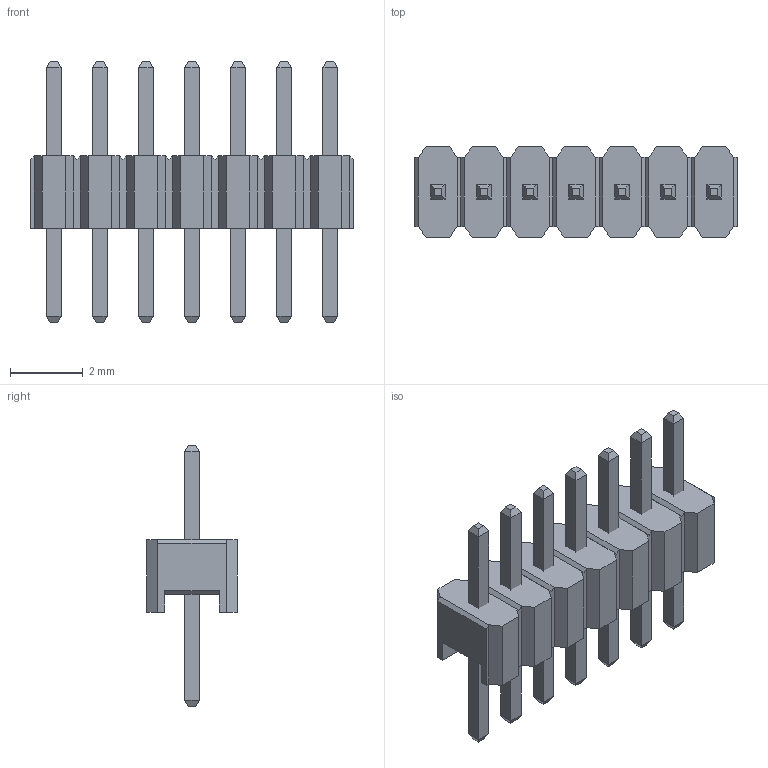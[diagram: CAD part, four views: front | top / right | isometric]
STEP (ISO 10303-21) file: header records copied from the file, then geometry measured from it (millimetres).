
FILE_DESCRIPTION(('STEP AP214'), '1');
FILE_NAME('DS1031-01-1x5P8BV3-1', '2016-09-10T13:24:31', ('Nobody'), (''), 'ASCON STEP Converter 1.3', 'ASCON Math Kernel', '');
FILE_SCHEMA(('AUTOMOTIVE_DESIGN { 1 0 10303 214 3 1 1}'));
Length unit declared in the file: millimetre
Bounding box: 8.89 x 2.5 x 7.2 mm (x, y, z)
Volume: 42 mm3; surface area: 182.3 mm2
Topology: 8 solids, 8 shells, 204 faces, 480 edges, 292 vertices
Faces by surface type: plane 204
Entity records: 7330 total; most frequent: CARTESIAN_POINT 977, ORIENTED_EDGE 960, DIRECTION 890, EDGE_CURVE 480, LINE 480, VECTOR 480, VERTEX_POINT 292, COLOUR_RGB 212
